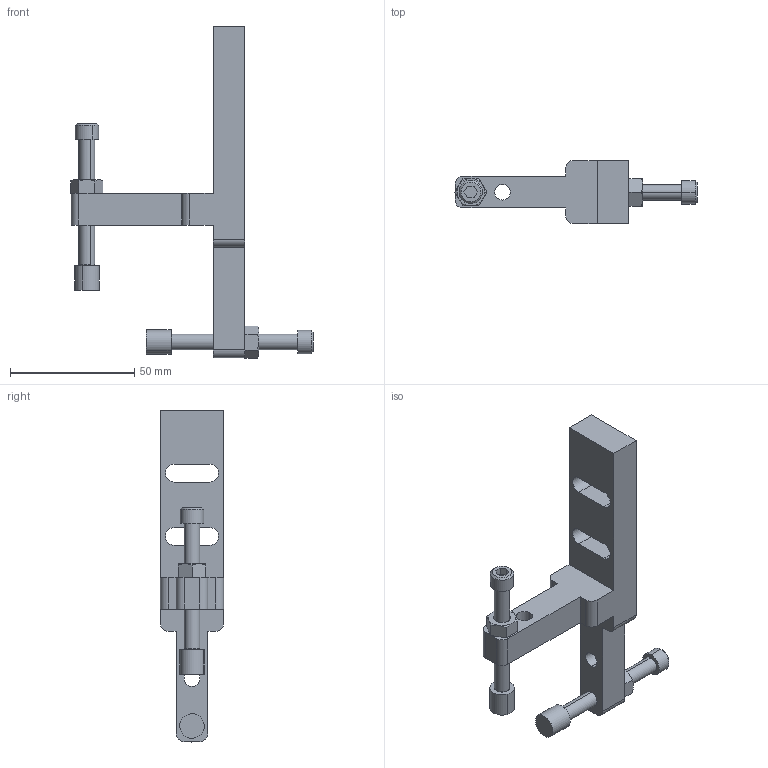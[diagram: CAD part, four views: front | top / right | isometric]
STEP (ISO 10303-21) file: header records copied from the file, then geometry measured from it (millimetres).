
FILE_DESCRIPTION (( 'STEP AP203' ), '1' );
FILE_NAME ('D1201215-v1.STEP', '2012-09-12T20:44:47', ( 'Dwayne Giardina' ), ( 'Microsoft' ), 'SwSTEP 2.0', 'SolidWorks 2012', '' );
FILE_SCHEMA (( 'CONFIG_CONTROL_DESIGN' ));
Length unit declared in the file: inch
Products named in the file (6): D1201215-v1; Ag-SST_HexNut_HN .25; D0900897_Advanced_LIGO_Earthquake_Stop_for_Glass_(No_Glass_Tip),_Simplified; D0900702_Advanced_LIGO_Viton_EQ_Stop_Tip; D0900906_Advanced_LIGO_Earthquake_Stop_Adjuster_and_Mount,_2_Inch; D070484_EQ_Bracket_Side_Alt
Assembly tree (7 placements, depth 3):
  D1201215-v1
    D070484_EQ_Bracket_Side_Alt
    D0900897_Advanced_LIGO_Earthquake_Stop_for_Glass_(No_Glass_Tip),_Simplified  x2
      D0900906_Advanced_LIGO_Earthquake_Stop_Adjuster_and_Mount,_2_Inch
      D0900702_Advanced_LIGO_Viton_EQ_Stop_Tip
    Ag-SST_HexNut_HN .25  x2
Bounding box: 97.35 x 25.4 x 133.42 mm (x, y, z)
Volume: 48038.4 mm3; surface area: 18987.3 mm2
Topology: 7 solids, 7 shells, 146 faces, 338 edges, 216 vertices
Faces by surface type: plane 68, cylinder 48, cone 26, torus 4
Entity records: 3543 total; most frequent: CARTESIAN_POINT 545, DIRECTION 511, ORIENTED_EDGE 458, EDGE_CURVE 229, AXIS2_PLACEMENT_3D 190, VERTEX_POINT 148, VECTOR 131, LINE 131
